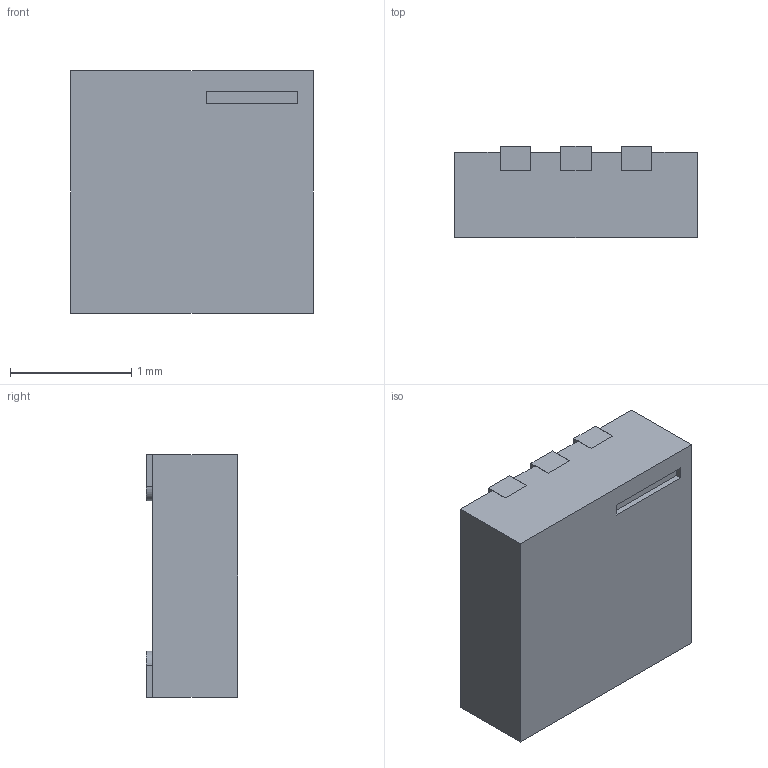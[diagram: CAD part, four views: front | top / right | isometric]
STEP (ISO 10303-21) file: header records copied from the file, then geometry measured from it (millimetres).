
FILE_DESCRIPTION (( 'STEP AP214' ), '1' );
FILE_NAME ('LT3008EDCPBF.STEP', '2022-07-07T09:14:51', ( '' ), ( '' ), 'SwSTEP 2.0', 'SolidWorks 2018', '' );
FILE_SCHEMA (( 'AUTOMOTIVE_DESIGN' ));
Length unit declared in the file: millimetre
Products named in the file (1): LT3008EDCPBF
Bounding box: 2 x 0.75 x 2 mm (x, y, z)
Volume: 2.8 mm3; surface area: 16.7 mm2
Topology: 7 solids, 7 shells, 101 faces, 255 edges, 170 vertices
Faces by surface type: plane 77, cylinder 24
Entity records: 3754 total; most frequent: CARTESIAN_POINT 527, ORIENTED_EDGE 510, DIRECTION 507, EDGE_CURVE 255, VECTOR 207, LINE 207, VERTEX_POINT 170, AXIS2_PLACEMENT_3D 150
